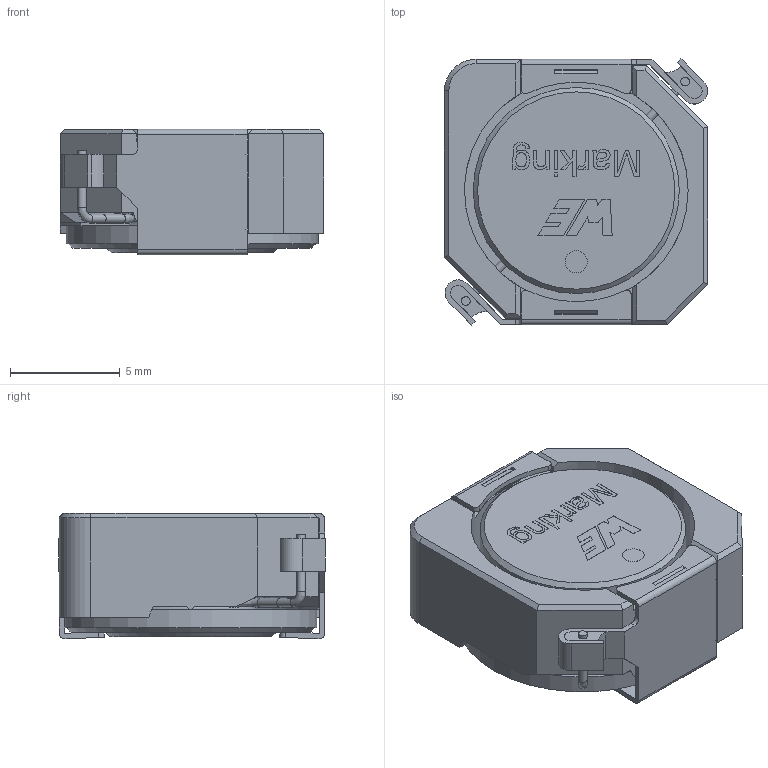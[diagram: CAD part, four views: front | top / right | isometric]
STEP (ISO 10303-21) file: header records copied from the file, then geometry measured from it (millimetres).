
FILE_DESCRIPTION(/* description */ ('Unknown'),/* implementation_level */ '2;1');
FILE_NAME(/* name */ '7447706xxx_Rev2.0',/* time_stamp */ '2020-03-05T08:05:28+01:00',/* author */ ('Unknown'),/* organization */ ('Unknown'),/* preprocessor_version */ 'ST-DEVELOPER v16.7',/* originating_system */ 'DEX',/* authorisation */ $);
FILE_SCHEMA (('AUTOMOTIVE_DESIGN {1 0 10303 214 3 1 1}'));
Length unit declared in the file: millimetre
Products named in the file (7): 7447706xxx_Rev2.0; Ring_Rev2.0; Core_Rev2.0; Clip_Rev2.0; Coil_Rev1.0; Solder_Rev1.0; Solder_Rev1.0_Mirror
Assembly tree (7 placements, depth 2):
  7447706xxx_Rev2.0
    Ring_Rev2.0
    Core_Rev2.0
    Clip_Rev2.0  x2
    Coil_Rev1.0
    Solder_Rev1.0
    Solder_Rev1.0_Mirror
Bounding box: 12 x 12.14 x 5.72 mm (x, y, z)
Volume: 531.4 mm3; surface area: 1416.5 mm2
Topology: 7 solids, 7 shells, 308 faces, 801 edges, 524 vertices
Faces by surface type: plane 235, cylinder 39, bspline 25, torus 5, cone 4
Full cylindrical faces by diameter (mm): 0.4 x3, 1 x1, 5.2 x1, 9.4 x1, 10.2 x1, 11.5 x1
Entity records: 10699 total; most frequent: CARTESIAN_POINT 3686, ORIENTED_EDGE 1292, DIRECTION 1096, EDGE_CURVE 646, VERTEX_POINT 436, LINE 418, VECTOR 418, AXIS2_PLACEMENT_3D 339
